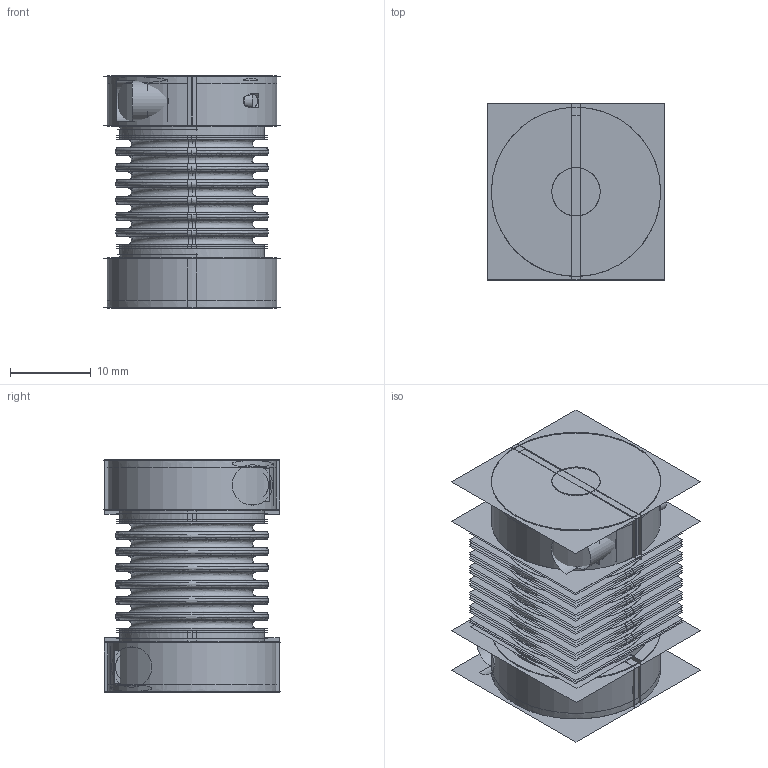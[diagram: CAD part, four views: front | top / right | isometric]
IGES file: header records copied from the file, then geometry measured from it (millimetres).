
Start section:  PTC IGES file: 5312981.igs
Global section: file name: 5312981.igs; native system: Creo Parametric by PTC Inc.; preprocessor: 2017300; author: wehrler; organization: Unknown; date: 20181122.094659; units: millimetre
Bounding box: 21.84 x 21.85 x 28.9 mm (x, y, z)
Surface area: 25662.3 mm2 (no closed solid volume)
Topology: 0 solids, 0 shells, 404 faces, 4968 edges, 6488 vertices
Faces by surface type: revolution 244, bspline 160
